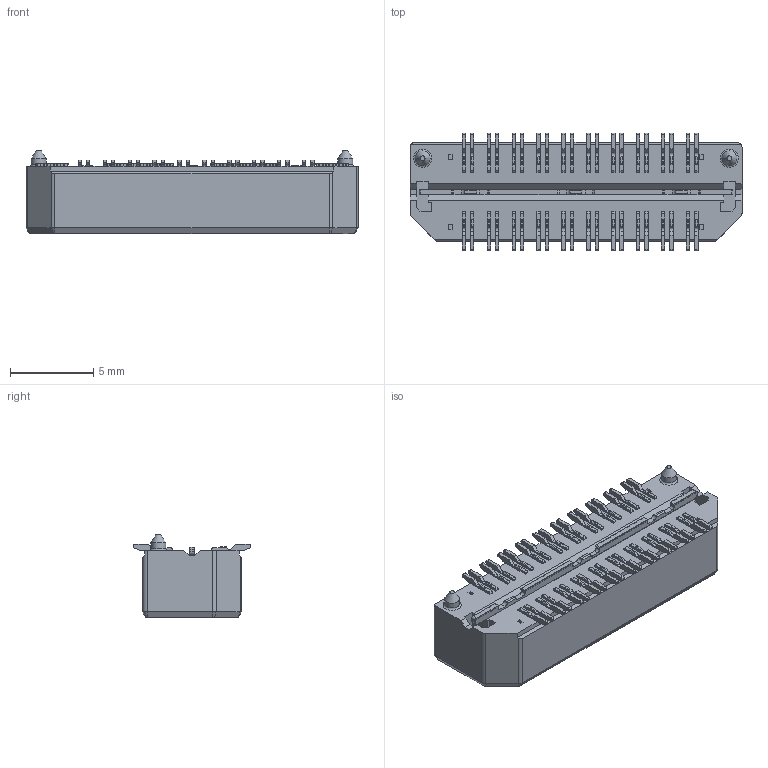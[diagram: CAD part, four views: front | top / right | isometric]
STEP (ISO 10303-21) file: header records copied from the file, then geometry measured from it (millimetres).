
FILE_DESCRIPTION( ('This file contains a STEP AP42 implementation' ,'as created by ZW3D STEP Interface translator.') ,'2;1' );
FILE_NAME( '37201-PM120-042W1R11.stp' ,'231220.154527', (''), ('ZWCAD Software Co.'), 'Version 1.0', 'ZW3D to STEP translator', '' );
FILE_SCHEMA(('AUTOMOTIVE_DESIGN { 1 0 10303 214 1 1 1 1 }'));
Length unit declared in the file: millimetre
Products named in the file (2): 0; 37201-PM120-042W1R01
Bounding box: 20 x 7.1 x 5.01 mm (x, y, z)
Volume: 283 mm3; surface area: 1109.9 mm2
Topology: 1 solids, 1 shells, 3286 faces, 9222 edges, 6016 vertices
Faces by surface type: plane 2638, cylinder 638, cone 8, torus 2
Full cylindrical faces by diameter (mm): 0.89 x2
Entity records: 107865 total; most frequent: CARTESIAN_POINT 19157, ORIENTED_EDGE 18444, DIRECTION 16734, EDGE_CURVE 9222, VECTOR 7916, LINE 7916, VERTEX_POINT 6016, AXIS2_PLACEMENT_3D 4409
